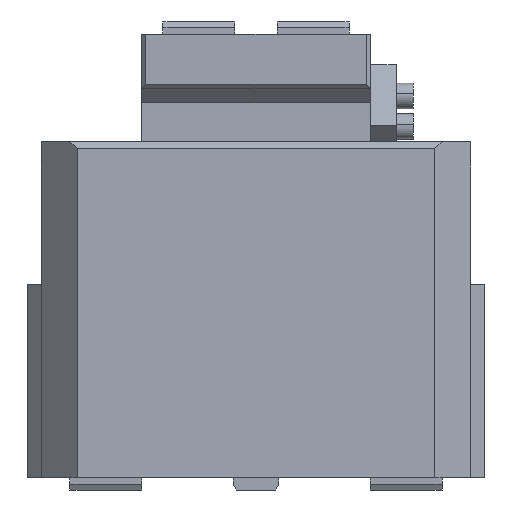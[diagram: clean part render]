
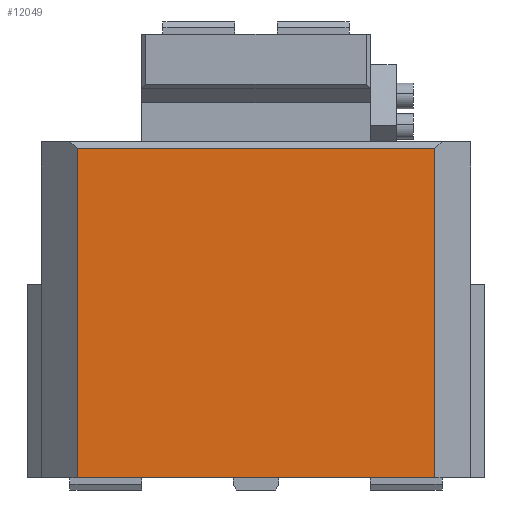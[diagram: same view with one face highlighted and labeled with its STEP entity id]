
A CAD part, left-side view. The second image highlights one B-rep face of the part: STEP entity #12049.
In plain terms, the highlighted planar face has unit normal (-1, 0, 0).
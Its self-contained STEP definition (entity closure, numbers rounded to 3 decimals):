
#12010=CARTESIAN_POINT('Axis2P3D Location',(0.,0.,210.)) ;
#12015=CARTESIAN_POINT('Line Origine',(0.,125.,115.)) ;
#12019=CARTESIAN_POINT('Vertex',(0.,125.,230.)) ;
#12021=CARTESIAN_POINT('Vertex',(0.,125.,0.)) ;
#12024=CARTESIAN_POINT('Line Origine',(0.,0.,0.)) ;
#12028=CARTESIAN_POINT('Vertex',(0.,-125.,0.)) ;
#12031=CARTESIAN_POINT('Line Origine',(0.,-125.,115.)) ;
#12035=CARTESIAN_POINT('Vertex',(0.,-125.,230.)) ;
#12038=CARTESIAN_POINT('Line Origine',(0.,0.,230.)) ;
#12011=DIRECTION('Axis2P3D Direction',(-1.,0.,0.)) ;
#12012=DIRECTION('Axis2P3D XDirection',(0.,0.,1.)) ;
#12016=DIRECTION('Vector Direction',(0.,0.,-1.)) ;
#12025=DIRECTION('Vector Direction',(0.,1.,0.)) ;
#12032=DIRECTION('Vector Direction',(0.,0.,1.)) ;
#12039=DIRECTION('Vector Direction',(0.,1.,0.)) ;
#12013=AXIS2_PLACEMENT_3D('Plane Axis2P3D',#12010,#12011,#12012) ;
#12044=ORIENTED_EDGE('',*,*,#12023,.T.) ;
#12045=ORIENTED_EDGE('',*,*,#12030,.F.) ;
#12046=ORIENTED_EDGE('',*,*,#12037,.T.) ;
#12047=ORIENTED_EDGE('',*,*,#12042,.F.) ;
#12017=VECTOR('Line Direction',#12016,1.) ;
#12026=VECTOR('Line Direction',#12025,1.) ;
#12033=VECTOR('Line Direction',#12032,1.) ;
#12040=VECTOR('Line Direction',#12039,1.) ;
#12049=ADVANCED_FACE('CAM HOLDER',(#12048),#12014,.T.) ;
#12023=EDGE_CURVE('',#12020,#12022,#12018,.T.) ;
#12030=EDGE_CURVE('',#12029,#12022,#12027,.T.) ;
#12037=EDGE_CURVE('',#12029,#12036,#12034,.T.) ;
#12042=EDGE_CURVE('',#12020,#12036,#12041,.F.) ;
#12043=EDGE_LOOP('',(#12044,#12045,#12046,#12047)) ;
#12048=FACE_OUTER_BOUND('',#12043,.T.) ;
#12018=LINE('Line',#12015,#12017) ;
#12027=LINE('Line',#12024,#12026) ;
#12034=LINE('Line',#12031,#12033) ;
#12041=LINE('Line',#12038,#12040) ;
#12014=PLANE('Plane',#12013) ;
#12020=VERTEX_POINT('',#12019) ;
#12022=VERTEX_POINT('',#12021) ;
#12029=VERTEX_POINT('',#12028) ;
#12036=VERTEX_POINT('',#12035) ;
